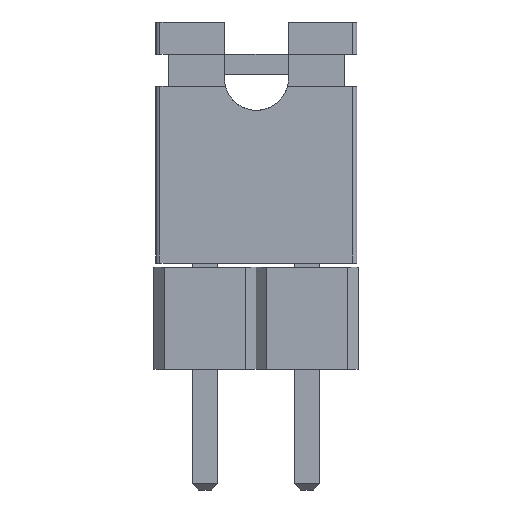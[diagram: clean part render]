
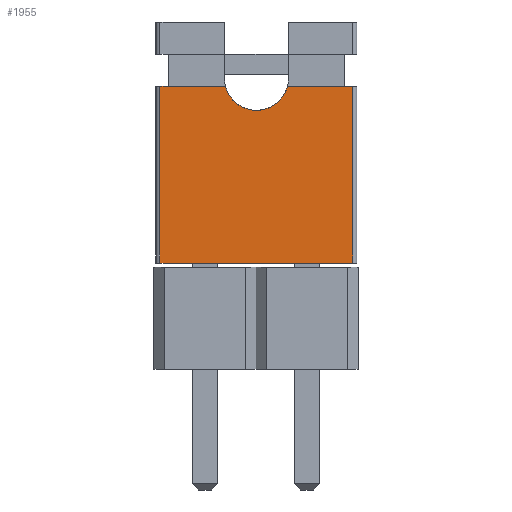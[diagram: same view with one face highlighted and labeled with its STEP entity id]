
A CAD part, left-side view. The second image highlights one B-rep face of the part: STEP entity #1955.
In plain terms, the highlighted planar face has unit normal (-1, 0, 0).
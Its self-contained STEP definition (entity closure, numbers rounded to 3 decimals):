
#866 = VERTEX_POINT('',#867);
#867 = CARTESIAN_POINT('',(-1.2,-3.68,2.65));
#874 = EDGE_CURVE('',#875,#866,#877,.T.);
#875 = VERTEX_POINT('',#876);
#876 = CARTESIAN_POINT('',(-1.2,1.12,2.65));
#877 = LINE('',#878,#879);
#878 = CARTESIAN_POINT('',(-1.2,-1.28,2.65));
#879 = VECTOR('',#880,1.);
#880 = DIRECTION('',(0.,-1.,0.));
#1937 = VERTEX_POINT('',#1938);
#1938 = CARTESIAN_POINT('',(-1.2,-3.68,7.05));
#1945 = EDGE_CURVE('',#866,#1937,#1946,.T.);
#1946 = LINE('',#1947,#1948);
#1947 = CARTESIAN_POINT('',(-1.2,-3.68,2.65));
#1948 = VECTOR('',#1949,1.);
#1949 = DIRECTION('',(0.,0.,1.));
#1955 = ADVANCED_FACE('',(#1956),#1991,.T.);
#1956 = FACE_BOUND('',#1957,.T.);
#1957 = EDGE_LOOP('',(#1958,#1969,#1977,#1983,#1984,#1985));
#1958 = ORIENTED_EDGE('',*,*,#1959,.T.);
#1959 = EDGE_CURVE('',#1960,#1962,#1964,.T.);
#1960 = VERTEX_POINT('',#1961);
#1961 = CARTESIAN_POINT('',(-1.2,-2.055,7.05));
#1962 = VERTEX_POINT('',#1963);
#1963 = CARTESIAN_POINT('',(-1.2,-0.505,7.05));
#1964 = CIRCLE('',#1965,0.8);
#1965 = AXIS2_PLACEMENT_3D('',#1966,#1967,#1968);
#1966 = CARTESIAN_POINT('',(-1.2,-1.28,7.25));
#1967 = DIRECTION('',(1.,0.,-0.));
#1968 = DIRECTION('',(0.,0.,1.));
#1969 = ORIENTED_EDGE('',*,*,#1970,.T.);
#1970 = EDGE_CURVE('',#1962,#1971,#1973,.T.);
#1971 = VERTEX_POINT('',#1972);
#1972 = CARTESIAN_POINT('',(-1.2,1.12,7.05));
#1973 = LINE('',#1974,#1975);
#1974 = CARTESIAN_POINT('',(-1.2,-3.78,7.05));
#1975 = VECTOR('',#1976,1.);
#1976 = DIRECTION('',(0.,1.,0.));
#1977 = ORIENTED_EDGE('',*,*,#1978,.T.);
#1978 = EDGE_CURVE('',#1971,#875,#1979,.T.);
#1979 = LINE('',#1980,#1981);
#1980 = CARTESIAN_POINT('',(-1.2,1.12,2.65));
#1981 = VECTOR('',#1982,1.);
#1982 = DIRECTION('',(0.,0.,-1.));
#1983 = ORIENTED_EDGE('',*,*,#874,.T.);
#1984 = ORIENTED_EDGE('',*,*,#1945,.T.);
#1985 = ORIENTED_EDGE('',*,*,#1986,.T.);
#1986 = EDGE_CURVE('',#1937,#1960,#1987,.T.);
#1987 = LINE('',#1988,#1989);
#1988 = CARTESIAN_POINT('',(-1.2,-3.78,7.05));
#1989 = VECTOR('',#1990,1.);
#1990 = DIRECTION('',(0.,1.,0.));
#1991 = PLANE('',#1992);
#1992 = AXIS2_PLACEMENT_3D('',#1993,#1994,#1995);
#1993 = CARTESIAN_POINT('',(-1.2,1.22,2.65));
#1994 = DIRECTION('',(-1.,0.,0.));
#1995 = DIRECTION('',(0.,0.,-1.));
